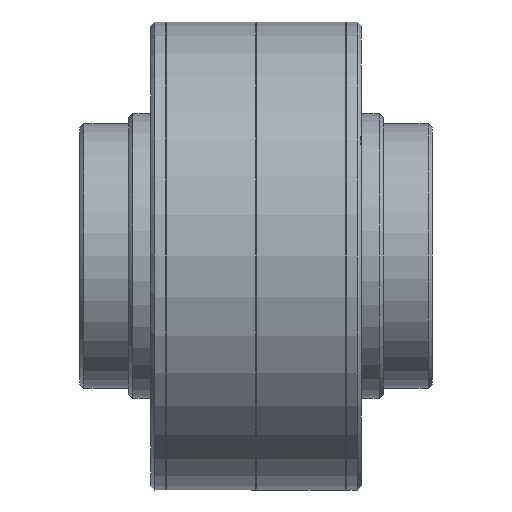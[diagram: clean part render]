
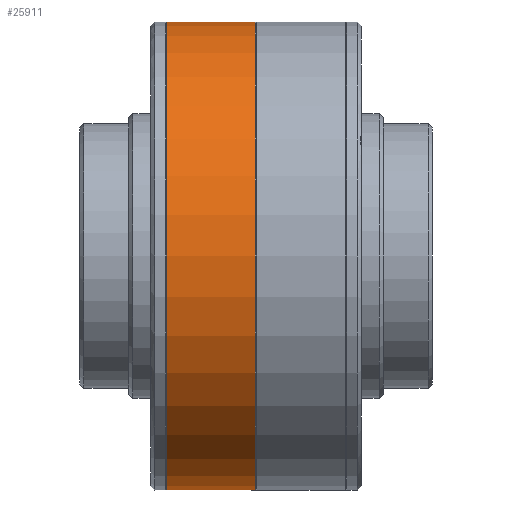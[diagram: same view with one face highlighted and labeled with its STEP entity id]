
A CAD part, front view. The second image highlights one B-rep face of the part: STEP entity #25911.
In plain terms, the highlighted cylindrical face has radius 57.5 mm (diameter 115 mm), a partial arc.
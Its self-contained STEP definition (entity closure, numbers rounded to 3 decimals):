
#223 = CYLINDRICAL_SURFACE ( 'NONE', #8590, 57.5 ) ;
#664 = DIRECTION ( 'NONE',  ( 0., 0., 1. ) ) ;
#2659 = DIRECTION ( 'NONE',  ( -1., 0., 0. ) ) ;
#2787 = CARTESIAN_POINT ( 'NONE',  ( -21.9, 0., 0. ) ) ;
#2980 = VERTEX_POINT ( 'NONE', #3911 ) ;
#3735 = CIRCLE ( 'NONE', #21696, 57.5 ) ;
#3911 = CARTESIAN_POINT ( 'NONE',  ( -0.2, 0., -57.5 ) ) ;
#4686 = DIRECTION ( 'NONE',  ( 0., 0., 1. ) ) ;
#5780 = ORIENTED_EDGE ( 'NONE', *, *, #18905, .T. ) ;
#5953 = EDGE_CURVE ( 'NONE', #8478, #19094, #13584, .T. ) ;
#8146 = DIRECTION ( 'NONE',  ( 0., 0., -1. ) ) ;
#8478 = VERTEX_POINT ( 'NONE', #15230 ) ;
#8590 = AXIS2_PLACEMENT_3D ( 'NONE', #18419, #18545, #8146 ) ;
#10598 = CARTESIAN_POINT ( 'NONE',  ( -21.9, 0., -57.5 ) ) ;
#11076 = DIRECTION ( 'NONE',  ( 1., 0., 0. ) ) ;
#12680 = EDGE_LOOP ( 'NONE', ( #24538, #19100, #5780, #22787 ) ) ;
#13329 = VECTOR ( 'NONE', #11076, 1000. ) ;
#13584 = LINE ( 'NONE', #20016, #19922 ) ;
#14071 = VERTEX_POINT ( 'NONE', #10598 ) ;
#14431 = FACE_OUTER_BOUND ( 'NONE', #12680, .T. ) ;
#15230 = CARTESIAN_POINT ( 'NONE',  ( -21.9, 0., 57.5 ) ) ;
#15787 = EDGE_CURVE ( 'NONE', #14071, #8478, #3735, .T. ) ;
#16400 = CARTESIAN_POINT ( 'NONE',  ( -0.2, 0., 57.5 ) ) ;
#16823 = LINE ( 'NONE', #20835, #13329 ) ;
#18419 = CARTESIAN_POINT ( 'NONE',  ( -43.3, 0., 0. ) ) ;
#18545 = DIRECTION ( 'NONE',  ( 1., 0., 0. ) ) ;
#18717 = DIRECTION ( 'NONE',  ( -1., 0., 0. ) ) ;
#18905 = EDGE_CURVE ( 'NONE', #14071, #2980, #16823, .T. ) ;
#19094 = VERTEX_POINT ( 'NONE', #16400 ) ;
#19100 = ORIENTED_EDGE ( 'NONE', *, *, #15787, .F. ) ;
#19922 = VECTOR ( 'NONE', #26086, 1000. ) ;
#20016 = CARTESIAN_POINT ( 'NONE',  ( -43.3, 0., 57.5 ) ) ;
#20332 = EDGE_CURVE ( 'NONE', #2980, #19094, #22853, .T. ) ;
#20835 = CARTESIAN_POINT ( 'NONE',  ( -43.3, 0., -57.5 ) ) ;
#20865 = CARTESIAN_POINT ( 'NONE',  ( -0.2, 0., 0. ) ) ;
#21696 = AXIS2_PLACEMENT_3D ( 'NONE', #2787, #2659, #664 ) ;
#22003 = AXIS2_PLACEMENT_3D ( 'NONE', #20865, #18717, #4686 ) ;
#22787 = ORIENTED_EDGE ( 'NONE', *, *, #20332, .T. ) ;
#22853 = CIRCLE ( 'NONE', #22003, 57.5 ) ;
#24538 = ORIENTED_EDGE ( 'NONE', *, *, #5953, .F. ) ;
#25911 = ADVANCED_FACE ( 'NONE', ( #14431 ), #223, .T. ) ;
#26086 = DIRECTION ( 'NONE',  ( 1., 0., 0. ) ) ;
